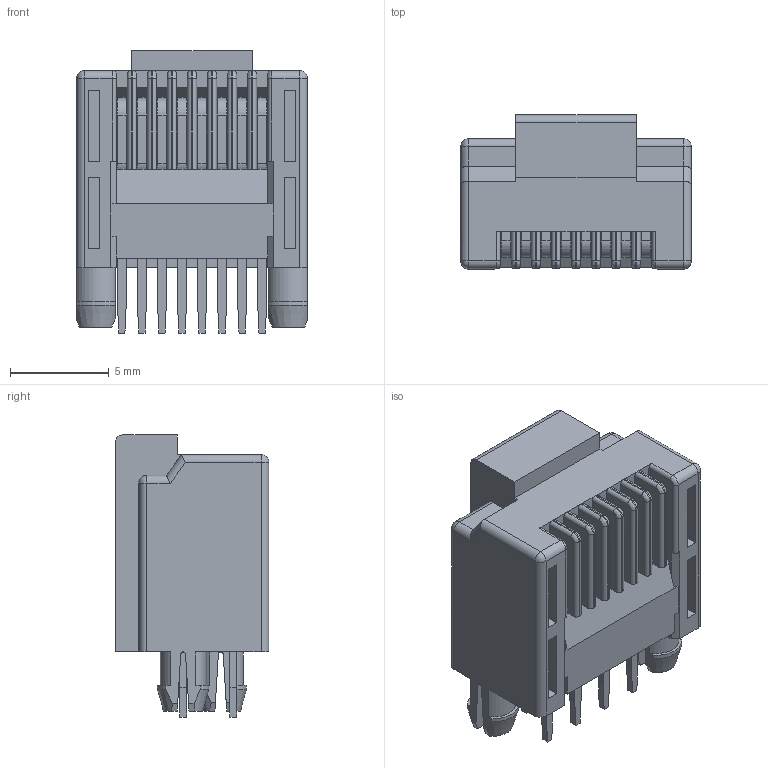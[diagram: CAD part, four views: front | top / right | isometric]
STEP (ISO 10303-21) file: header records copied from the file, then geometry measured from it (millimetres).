
FILE_DESCRIPTION((''),'2;1');
FILE_NAME('ENG-069092_SW0001','2016-03-31T',('deschle'),('MCQ TECH GmbH'),'PRO/ENGINEER BY PARAMETRIC TECHNOLOGY CORPORATION, 2011410','PRO/ENGINEER BY PARAMETRIC TECHNOLOGY CORPORATION, 2011410','');
FILE_SCHEMA(('CONFIG_CONTROL_DESIGN'));
Length unit declared in the file: millimetre
Products named in the file (1): ENG-069092_SW0001
Bounding box: 11.7 x 7.8 x 14.3 mm (x, y, z)
Volume: 727.8 mm3; surface area: 1223 mm2
Topology: 1 solids, 1 shells, 469 faces, 1299 edges, 834 vertices
Faces by surface type: plane 333, cylinder 112, bspline 16, sphere 4, cone 4
Entity records: 15091 total; most frequent: CARTESIAN_POINT 3009, ORIENTED_EDGE 2590, DIRECTION 2399, EDGE_CURVE 1295, VECTOR 1039, LINE 1039, VERTEX_POINT 834, AXIS2_PLACEMENT_3D 680
